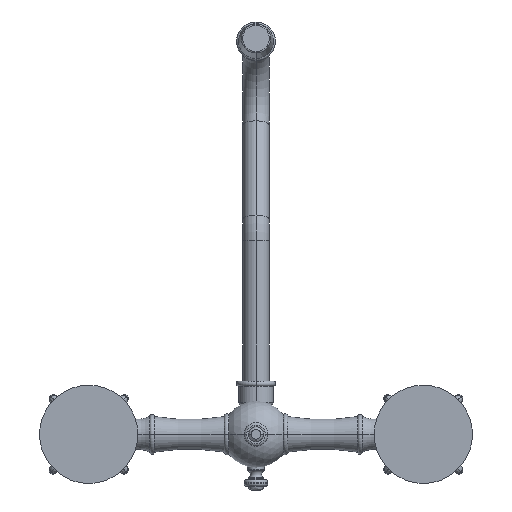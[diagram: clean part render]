
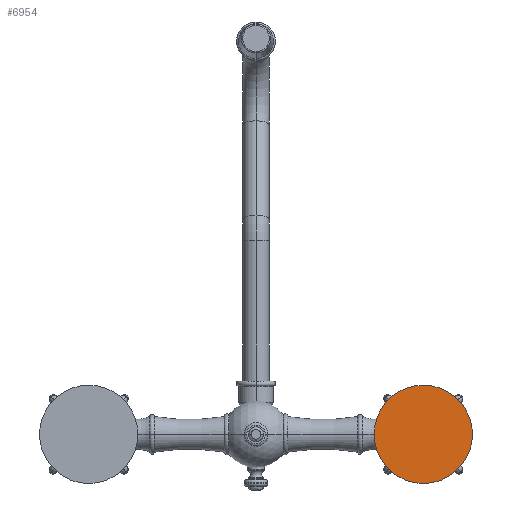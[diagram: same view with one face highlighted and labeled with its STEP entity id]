
A CAD part, front view. The second image highlights one B-rep face of the part: STEP entity #6954.
In plain terms, the highlighted planar face has unit normal (0, -1, 0).
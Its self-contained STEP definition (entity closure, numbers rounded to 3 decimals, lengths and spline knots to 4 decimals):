
#3132=CARTESIAN_POINT('',(4.,-2.557,0.));
#3133=DIRECTION('',(0.,-1.,0.));
#3134=DIRECTION('',(1.,0.,0.));
#3135=AXIS2_PLACEMENT_3D('',#3132,#3133,#3134);
#3154=CARTESIAN_POINT('',(4.,-2.557,0.));
#3155=DIRECTION('',(0.,1.,0.));
#3156=DIRECTION('',(1.,0.,0.));
#3157=AXIS2_PLACEMENT_3D('',#3154,#3155,#3156);
#3790=CARTESIAN_POINT('',(5.175,-2.557,0.));
#3792=VERTEX_POINT('',#3790);
#3804=CARTESIAN_POINT('',(2.825,-2.557,0.));
#3806=VERTEX_POINT('',#3804);
#6945=CARTESIAN_POINT('',(4.,-2.557,0.));
#6946=DIRECTION('',(0.,-1.,0.));
#6947=DIRECTION('',(-1.,0.,0.));
#6948=AXIS2_PLACEMENT_3D('',#6945,#6946,#6947);
#6949=PLANE('',#6948);
#6950=ORIENTED_EDGE('',*,*,#6900,.F.);
#6951=ORIENTED_EDGE('',*,*,#6928,.T.);
#6952=EDGE_LOOP('',(#6950,#6951));
#6953=FACE_OUTER_BOUND('',#6952,.F.);
#3136=CIRCLE('',#3135,1.175);
#3158=CIRCLE('',#3157,1.175);
#6900=EDGE_CURVE('',#3792,#3806,#3136,.T.);
#6928=EDGE_CURVE('',#3792,#3806,#3158,.T.);
#6954=ADVANCED_FACE('',(#6953),#6949,.T.);
